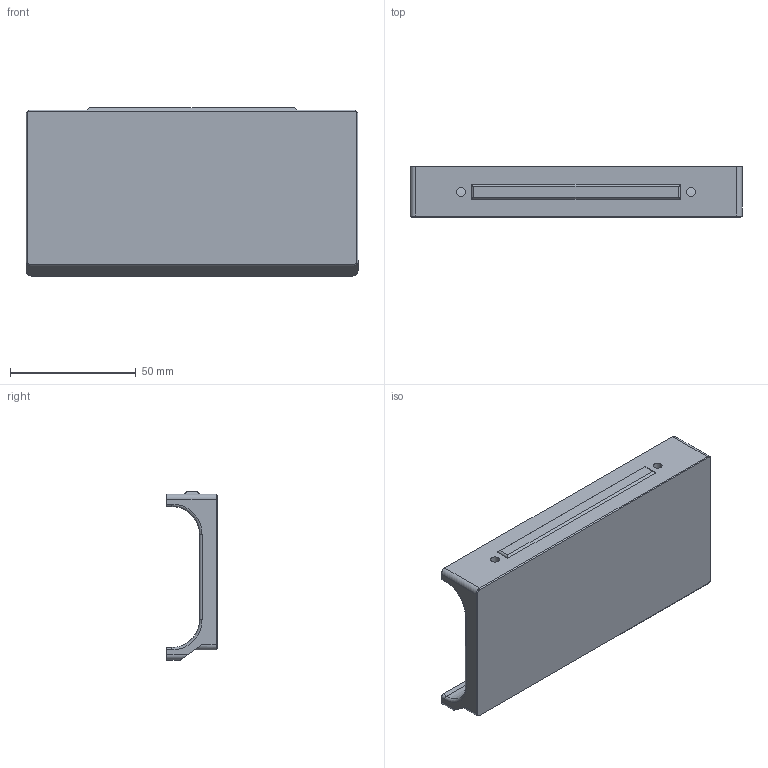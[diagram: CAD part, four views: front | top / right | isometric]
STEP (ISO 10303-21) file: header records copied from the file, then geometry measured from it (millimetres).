
FILE_DESCRIPTION(/* description */ (''),/* implementation_level */ '2;1');
FILE_NAME(/* name */ '300mm Back Center Blank.step',/* time_stamp */ '2022-07-17T23:32:49-06:00',/* author */ (''),/* organization */ (''),/* preprocessor_version */ 'ST-DEVELOPER v19',/* originating_system */ 'Autodesk Translation Framework v11.7.0.108',/* authorisation */ '');
FILE_SCHEMA (('AUTOMOTIVE_DESIGN { 1 0 10303 214 3 1 1 }'));
Length unit declared in the file: millimetre
Products named in the file (1): 300mm Back Center
Bounding box: 132 x 20 x 66.8 mm (x, y, z)
Volume: 77477.7 mm3; surface area: 26868.3 mm2
Topology: 1 solids, 1 shells, 254 faces, 683 edges, 446 vertices
Faces by surface type: plane 119, bspline 107, cylinder 20, cone 4, torus 4
Full cylindrical faces by diameter (mm): 3.5 x2, 6 x2
Entity records: 9155 total; most frequent: CARTESIAN_POINT 3475, ORIENTED_EDGE 1358, DIRECTION 803, EDGE_CURVE 679, VERTEX_POINT 446, LINE 415, VECTOR 415, EDGE_LOOP 277
